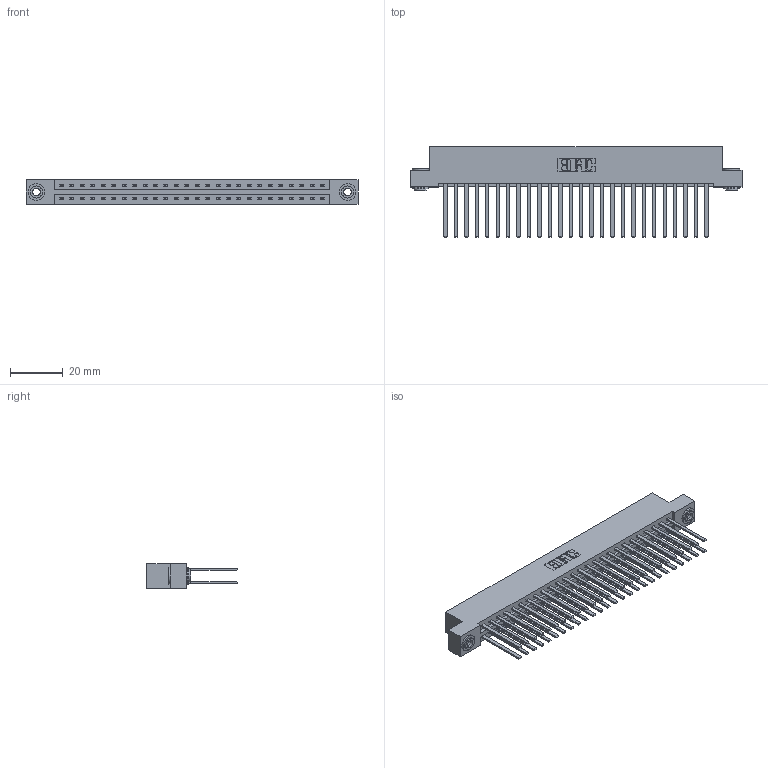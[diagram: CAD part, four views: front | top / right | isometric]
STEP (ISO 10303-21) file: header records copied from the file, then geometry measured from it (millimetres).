
FILE_DESCRIPTION (( 'STEP AP203' ), '1' );
FILE_NAME ('337-052-544-203.STEP', '2018-08-09T23:06:18', ( '' ), ( '' ), 'SwSTEP 2.0', 'SolidWorks 2016', '' );
FILE_SCHEMA (( 'CONFIG_CONTROL_DESIGN' ));
Length unit declared in the file: inch
Products named in the file (4): 345-250-002_345-250-002-102; 337-052-544-203; 337 Part_Flush Mounting Lugs - 0.156 Dia-TH; 345-292-001_345-293-144
Assembly tree (55 placements, depth 2):
  337-052-544-203
    337 Part_Flush Mounting Lugs - 0.156 Dia-TH
    345-292-001_345-293-144  x52
    345-250-002_345-250-002-102  x2
Bounding box: 126.03 x 34.3 x 9.4 mm (x, y, z)
Volume: 13817.9 mm3; surface area: 18071.4 mm2
Topology: 55 solids, 55 shells, 2648 faces, 7823 edges, 5142 vertices
Faces by surface type: plane 1848, cylinder 792, cone 8
Entity records: 22694 total; most frequent: CARTESIAN_POINT 3809, ORIENTED_EDGE 3738, DIRECTION 3299, EDGE_CURVE 1869, LINE 1721, VECTOR 1721, VERTEX_POINT 1242, AXIS2_PLACEMENT_3D 789
